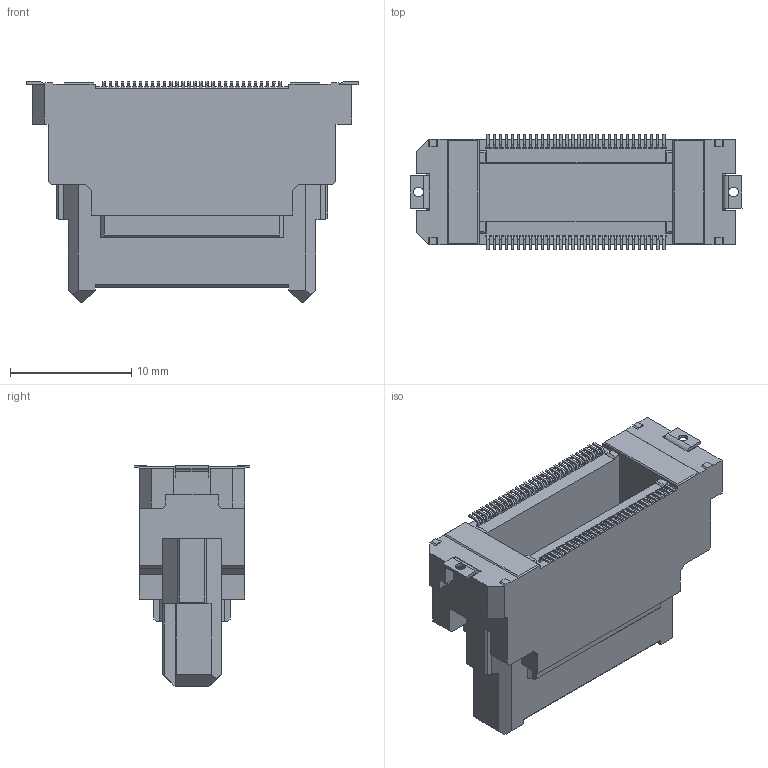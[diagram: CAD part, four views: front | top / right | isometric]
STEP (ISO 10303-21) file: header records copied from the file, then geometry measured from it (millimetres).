
FILE_DESCRIPTION(('CoCreate Modeling STEP Export'),'2;1');
FILE_NAME('FX20-60P-0.5SV20.stp','2012-07-19T17:56:36',(''),(''),'CoCreate Modeling STEP processor for AP214 (Solid Model)','CoCreate Modeling 17.0 01-Apr-2010 (C) Parametric Technology GmbH','');
FILE_SCHEMA(('AUTOMOTIVE_DESIGN { 1 0 10303 214 1 1 1 1 }'));
Length unit declared in the file: millimetre
Products named in the file (1): FX20-60P-0.5SV20
Bounding box: 27.4 x 9.5 x 18.2 mm (x, y, z)
Volume: 1757.2 mm3; surface area: 2147.7 mm2
Topology: 1 solids, 1 shells, 975 faces, 2715 edges, 1802 vertices
Faces by surface type: plane 845, cylinder 130
Entity records: 30787 total; most frequent: CARTESIAN_POINT 5485, ORIENTED_EDGE 5430, DIRECTION 4911, EDGE_CURVE 2715, VECTOR 2455, LINE 2455, VERTEX_POINT 1802, AXIS2_PLACEMENT_3D 1228
